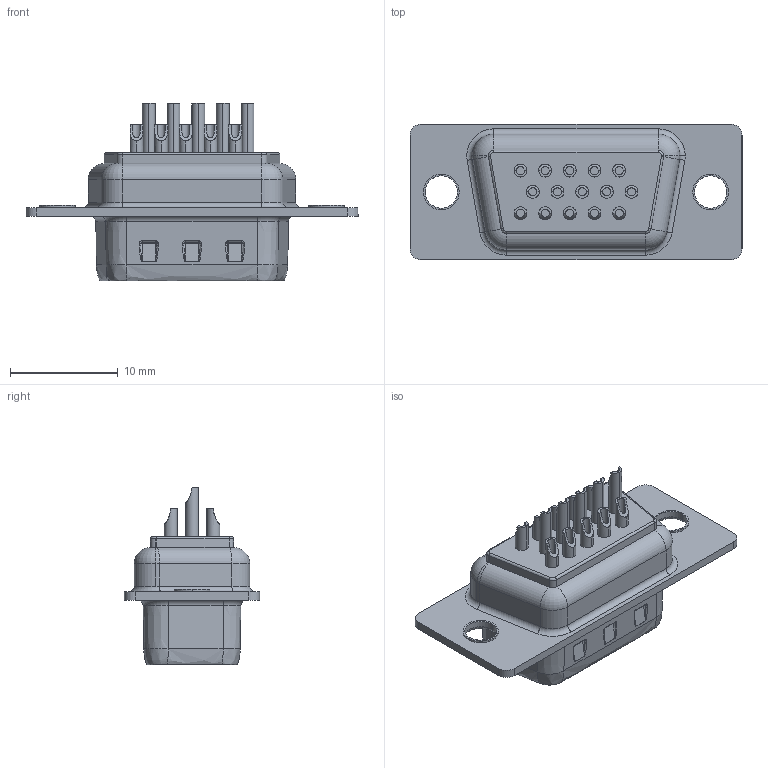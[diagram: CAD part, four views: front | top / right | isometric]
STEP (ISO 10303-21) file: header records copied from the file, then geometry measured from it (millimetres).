
FILE_DESCRIPTION (( 'STEP AP214' ), '1' );
FILE_NAME ('FDM1511-M0WS101K6K-REF.STEP', '2026-02-28T08:43:13', ( '' ), ( '' ), 'SwSTEP 2.0', 'SolidWorks 2021', '' );
FILE_SCHEMA (( 'AUTOMOTIVE_DESIGN' ));
Length unit declared in the file: millimetre
Products named in the file (1): FDM1511-M0WS101K6K-REF
Bounding box: 30.81 x 12.55 x 16.5 mm (x, y, z)
Volume: 1334.6 mm3; surface area: 2045.2 mm2
Topology: 1 solids, 1 shells, 468 faces, 1125 edges, 664 vertices
Faces by surface type: cylinder 238, plane 109, bspline 44, sphere 42, torus 25, cone 10
Entity records: 14359 total; most frequent: CARTESIAN_POINT 4240, DIRECTION 2169, ORIENTED_EDGE 2082, EDGE_CURVE 1041, AXIS2_PLACEMENT_3D 869, VERTEX_POINT 622, EDGE_LOOP 519, ADVANCED_FACE 468
